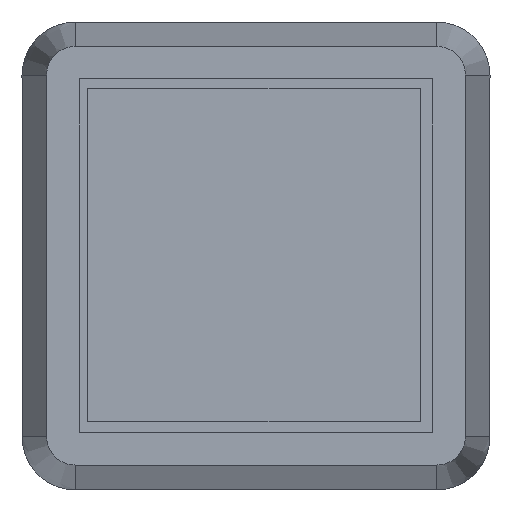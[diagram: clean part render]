
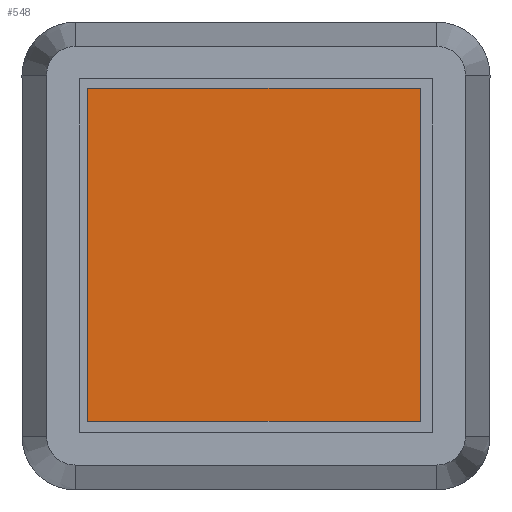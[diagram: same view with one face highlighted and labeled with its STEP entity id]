
A CAD part, top view. The second image highlights one B-rep face of the part: STEP entity #548.
In plain terms, the highlighted planar face has unit normal (0, 0, 1).
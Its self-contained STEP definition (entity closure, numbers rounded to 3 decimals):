
#548=ADVANCED_FACE('NONE',(#900),#901,.F.);
#900=FACE_OUTER_BOUND('',#1180,.T.);
#901=PLANE('',#1181);
#1180=EDGE_LOOP('',(#1794,#1795,#1796,#1797));
#1181=AXIS2_PLACEMENT_3D('',#1798,#1799,#1800);
#1794=ORIENTED_EDGE('',*,*,#2113,.T.);
#1795=ORIENTED_EDGE('',*,*,#2118,.T.);
#1796=ORIENTED_EDGE('',*,*,#2122,.T.);
#1797=ORIENTED_EDGE('',*,*,#2125,.T.);
#1798=CARTESIAN_POINT('',(20.948,21.103,54.35));
#1799=DIRECTION('',(0.0,0.0,-1.0));
#1800=DIRECTION('',(0.0,-1.0,0.0));
#2113=EDGE_CURVE('NONE',#2468,#2466,#2469,.T.);
#2118=EDGE_CURVE('NONE',#2466,#2474,#2476,.T.);
#2122=EDGE_CURVE('NONE',#2474,#2480,#2482,.T.);
#2125=EDGE_CURVE('NONE',#2480,#2468,#2485,.T.);
#2466=VERTEX_POINT('NONE',#2921);
#2468=VERTEX_POINT('NONE',#2924);
#2469=LINE('',#2925,#2926);
#2474=VERTEX_POINT('NONE',#2933);
#2476=LINE('',#2936,#2937);
#2480=VERTEX_POINT('NONE',#2942);
#2482=LINE('',#2945,#2946);
#2485=LINE('',#2950,#2951);
#2921=CARTESIAN_POINT('',(3.448,21.103,54.35));
#2924=CARTESIAN_POINT('',(20.948,21.103,54.35));
#2925=CARTESIAN_POINT('',(3.448,21.103,54.35));
#2926=VECTOR('',#3274,1000.0);
#2933=CARTESIAN_POINT('',(3.448,3.603,54.35));
#2936=CARTESIAN_POINT('',(3.448,21.103,54.35));
#2937=VECTOR('',#3278,1000.0);
#2942=CARTESIAN_POINT('',(20.948,3.603,54.35));
#2945=CARTESIAN_POINT('',(3.448,3.603,54.35));
#2946=VECTOR('',#3281,1000.0);
#2950=CARTESIAN_POINT('',(20.948,21.103,54.35));
#2951=VECTOR('',#3283,1000.0);
#3274=DIRECTION('',(-1.0,0.0,0.0));
#3278=DIRECTION('',(0.0,-1.0,0.0));
#3281=DIRECTION('',(1.0,0.,0.0));
#3283=DIRECTION('',(0.0,1.0,0.0));
